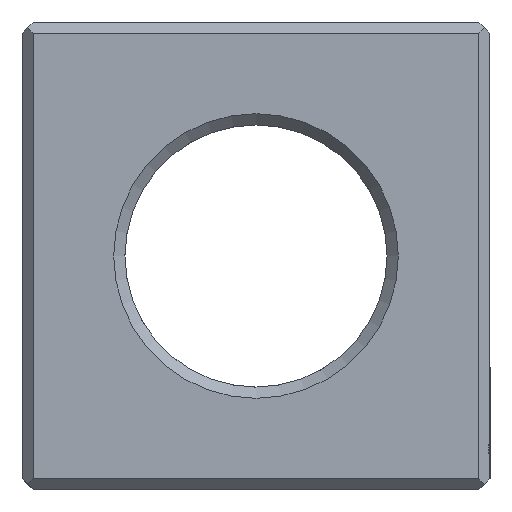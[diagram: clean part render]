
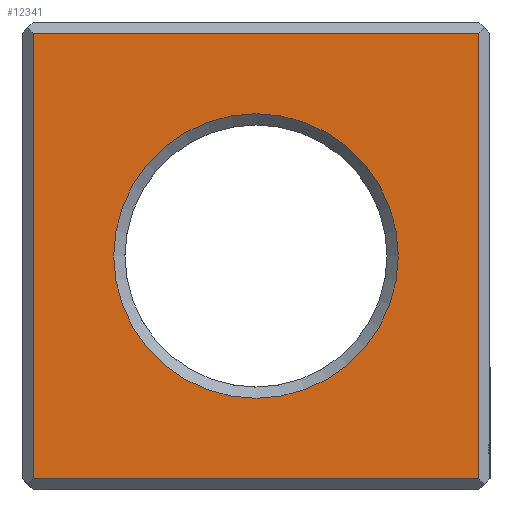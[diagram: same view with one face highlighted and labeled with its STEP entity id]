
A CAD part, left-side view. The second image highlights one B-rep face of the part: STEP entity #12341.
In plain terms, the highlighted planar face has unit normal (-1, 0, 0).
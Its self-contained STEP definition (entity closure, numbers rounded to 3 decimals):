
#72 = PLANE('',#73);
#73 = AXIS2_PLACEMENT_3D('',#74,#75,#76);
#74 = CARTESIAN_POINT('',(0.,0.,0.3));
#75 = DIRECTION('',(-0.707,0.,-0.707));
#76 = DIRECTION('',(0.707,0.,-0.707));
#572 = PLANE('',#573);
#573 = AXIS2_PLACEMENT_3D('',#574,#575,#576);
#574 = CARTESIAN_POINT('',(0.3,12.5,0.));
#575 = DIRECTION('',(0.707,-0.707,0.));
#576 = DIRECTION('',(-0.707,-0.707,0.));
#803 = PLANE('',#804);
#804 = AXIS2_PLACEMENT_3D('',#805,#806,#807);
#805 = CARTESIAN_POINT('',(0.3,0.,0.));
#806 = DIRECTION('',(-0.707,-0.707,0.));
#807 = DIRECTION('',(-0.707,0.707,0.));
#871 = VERTEX_POINT('',#872);
#872 = CARTESIAN_POINT('',(0.,0.3,0.3));
#893 = EDGE_CURVE('',#871,#894,#896,.T.);
#894 = VERTEX_POINT('',#895);
#895 = CARTESIAN_POINT('',(0.,12.2,0.3));
#896 = SURFACE_CURVE('',#897,(#901,#908),.PCURVE_S1.);
#897 = LINE('',#898,#899);
#898 = CARTESIAN_POINT('',(0.,0.,0.3));
#899 = VECTOR('',#900,1.);
#900 = DIRECTION('',(0.,1.,0.));
#901 = PCURVE('',#72,#902);
#902 = DEFINITIONAL_REPRESENTATION('',(#903),#907);
#903 = LINE('',#904,#905);
#904 = CARTESIAN_POINT('',(0.,-0.));
#905 = VECTOR('',#906,1.);
#906 = DIRECTION('',(0.,-1.));
#907 = ( GEOMETRIC_REPRESENTATION_CONTEXT(2) 
PARAMETRIC_REPRESENTATION_CONTEXT() REPRESENTATION_CONTEXT('2D SPACE',''
  ) );
#908 = PCURVE('',#909,#914);
#909 = PLANE('',#910);
#910 = AXIS2_PLACEMENT_3D('',#911,#912,#913);
#911 = CARTESIAN_POINT('',(0.,12.5,0.));
#912 = DIRECTION('',(1.,0.,0.));
#913 = DIRECTION('',(0.,-1.,0.));
#914 = DEFINITIONAL_REPRESENTATION('',(#915),#919);
#915 = LINE('',#916,#917);
#916 = CARTESIAN_POINT('',(12.5,-0.3));
#917 = VECTOR('',#918,1.);
#918 = DIRECTION('',(-1.,0.));
#919 = ( GEOMETRIC_REPRESENTATION_CONTEXT(2) 
PARAMETRIC_REPRESENTATION_CONTEXT() REPRESENTATION_CONTEXT('2D SPACE',''
  ) );
#2072 = VERTEX_POINT('',#2073);
#2073 = CARTESIAN_POINT('',(0.,12.2,12.2));
#2087 = PLANE('',#2088);
#2088 = AXIS2_PLACEMENT_3D('',#2089,#2090,#2091);
#2089 = CARTESIAN_POINT('',(0.3,0.,12.5));
#2090 = DIRECTION('',(-0.707,0.,0.707));
#2091 = DIRECTION('',(-0.707,0.,-0.707));
#2099 = EDGE_CURVE('',#894,#2072,#2100,.T.);
#2100 = SURFACE_CURVE('',#2101,(#2105,#2112),.PCURVE_S1.);
#2101 = LINE('',#2102,#2103);
#2102 = CARTESIAN_POINT('',(0.,12.2,0.));
#2103 = VECTOR('',#2104,1.);
#2104 = DIRECTION('',(0.,0.,1.));
#2105 = PCURVE('',#572,#2106);
#2106 = DEFINITIONAL_REPRESENTATION('',(#2107),#2111);
#2107 = LINE('',#2108,#2109);
#2108 = CARTESIAN_POINT('',(0.424,0.));
#2109 = VECTOR('',#2110,1.);
#2110 = DIRECTION('',(0.,-1.));
#2111 = ( GEOMETRIC_REPRESENTATION_CONTEXT(2) 
PARAMETRIC_REPRESENTATION_CONTEXT() REPRESENTATION_CONTEXT('2D SPACE',''
  ) );
#2112 = PCURVE('',#909,#2113);
#2113 = DEFINITIONAL_REPRESENTATION('',(#2114),#2118);
#2114 = LINE('',#2115,#2116);
#2115 = CARTESIAN_POINT('',(0.3,0.));
#2116 = VECTOR('',#2117,1.);
#2117 = DIRECTION('',(0.,-1.));
#2118 = ( GEOMETRIC_REPRESENTATION_CONTEXT(2) 
PARAMETRIC_REPRESENTATION_CONTEXT() REPRESENTATION_CONTEXT('2D SPACE',''
  ) );
#12298 = VERTEX_POINT('',#12299);
#12299 = CARTESIAN_POINT('',(0.,0.3,12.2));
#12320 = EDGE_CURVE('',#871,#12298,#12321,.T.);
#12321 = SURFACE_CURVE('',#12322,(#12326,#12333),.PCURVE_S1.);
#12322 = LINE('',#12323,#12324);
#12323 = CARTESIAN_POINT('',(0.,0.3,0.));
#12324 = VECTOR('',#12325,1.);
#12325 = DIRECTION('',(0.,0.,1.));
#12326 = PCURVE('',#803,#12327);
#12327 = DEFINITIONAL_REPRESENTATION('',(#12328),#12332);
#12328 = LINE('',#12329,#12330);
#12329 = CARTESIAN_POINT('',(0.424,0.));
#12330 = VECTOR('',#12331,1.);
#12331 = DIRECTION('',(0.,-1.));
#12332 = ( GEOMETRIC_REPRESENTATION_CONTEXT(2) 
PARAMETRIC_REPRESENTATION_CONTEXT() REPRESENTATION_CONTEXT('2D SPACE',''
  ) );
#12333 = PCURVE('',#909,#12334);
#12334 = DEFINITIONAL_REPRESENTATION('',(#12335),#12339);
#12335 = LINE('',#12336,#12337);
#12336 = CARTESIAN_POINT('',(12.2,0.));
#12337 = VECTOR('',#12338,1.);
#12338 = DIRECTION('',(0.,-1.));
#12339 = ( GEOMETRIC_REPRESENTATION_CONTEXT(2) 
PARAMETRIC_REPRESENTATION_CONTEXT() REPRESENTATION_CONTEXT('2D SPACE',''
  ) );
#12341 = ADVANCED_FACE('',(#12342,#12368),#909,.F.);
#12342 = FACE_BOUND('',#12343,.F.);
#12343 = EDGE_LOOP('',(#12344,#12345,#12346,#12347));
#12344 = ORIENTED_EDGE('',*,*,#12320,.F.);
#12345 = ORIENTED_EDGE('',*,*,#893,.T.);
#12346 = ORIENTED_EDGE('',*,*,#2099,.T.);
#12347 = ORIENTED_EDGE('',*,*,#12348,.F.);
#12348 = EDGE_CURVE('',#12298,#2072,#12349,.T.);
#12349 = SURFACE_CURVE('',#12350,(#12354,#12361),.PCURVE_S1.);
#12350 = LINE('',#12351,#12352);
#12351 = CARTESIAN_POINT('',(0.,0.,12.2));
#12352 = VECTOR('',#12353,1.);
#12353 = DIRECTION('',(0.,1.,0.));
#12354 = PCURVE('',#909,#12355);
#12355 = DEFINITIONAL_REPRESENTATION('',(#12356),#12360);
#12356 = LINE('',#12357,#12358);
#12357 = CARTESIAN_POINT('',(12.5,-12.2));
#12358 = VECTOR('',#12359,1.);
#12359 = DIRECTION('',(-1.,0.));
#12360 = ( GEOMETRIC_REPRESENTATION_CONTEXT(2) 
PARAMETRIC_REPRESENTATION_CONTEXT() REPRESENTATION_CONTEXT('2D SPACE',''
  ) );
#12361 = PCURVE('',#2087,#12362);
#12362 = DEFINITIONAL_REPRESENTATION('',(#12363),#12367);
#12363 = LINE('',#12364,#12365);
#12364 = CARTESIAN_POINT('',(0.424,0.));
#12365 = VECTOR('',#12366,1.);
#12366 = DIRECTION('',(0.,-1.));
#12367 = ( GEOMETRIC_REPRESENTATION_CONTEXT(2) 
PARAMETRIC_REPRESENTATION_CONTEXT() REPRESENTATION_CONTEXT('2D SPACE',''
  ) );
#12368 = FACE_BOUND('',#12369,.F.);
#12369 = EDGE_LOOP('',(#12370));
#12370 = ORIENTED_EDGE('',*,*,#12371,.T.);
#12371 = EDGE_CURVE('',#12372,#12372,#12374,.T.);
#12372 = VERTEX_POINT('',#12373);
#12373 = CARTESIAN_POINT('',(0.,2.45,6.25));
#12374 = SURFACE_CURVE('',#12375,(#12380,#12391),.PCURVE_S1.);
#12375 = CIRCLE('',#12376,3.8);
#12376 = AXIS2_PLACEMENT_3D('',#12377,#12378,#12379);
#12377 = CARTESIAN_POINT('',(0.,6.25,6.25));
#12378 = DIRECTION('',(-1.,0.,0.));
#12379 = DIRECTION('',(0.,-1.,0.));
#12380 = PCURVE('',#909,#12381);
#12381 = DEFINITIONAL_REPRESENTATION('',(#12382),#12390);
#12382 = ( BOUNDED_CURVE() B_SPLINE_CURVE(2,(#12383,#12384,#12385,#12386
    ,#12387,#12388,#12389),.UNSPECIFIED.,.T.,.F.) 
B_SPLINE_CURVE_WITH_KNOTS((1,2,2,2,2,1),(-2.094,0.,
    2.094,4.189,6.283,8.378),
.UNSPECIFIED.) CURVE() GEOMETRIC_REPRESENTATION_ITEM() 
RATIONAL_B_SPLINE_CURVE((1.,0.5,1.,0.5,1.,0.5,1.)) REPRESENTATION_ITEM(
  '') );
#12383 = CARTESIAN_POINT('',(10.05,-6.25));
#12384 = CARTESIAN_POINT('',(10.05,-12.832));
#12385 = CARTESIAN_POINT('',(4.35,-9.541));
#12386 = CARTESIAN_POINT('',(-1.35,-6.25));
#12387 = CARTESIAN_POINT('',(4.35,-2.959));
#12388 = CARTESIAN_POINT('',(10.05,0.332));
#12389 = CARTESIAN_POINT('',(10.05,-6.25));
#12390 = ( GEOMETRIC_REPRESENTATION_CONTEXT(2) 
PARAMETRIC_REPRESENTATION_CONTEXT() REPRESENTATION_CONTEXT('2D SPACE',''
  ) );
#12391 = PCURVE('',#12392,#12397);
#12392 = CONICAL_SURFACE('',#12393,3.5,0.785);
#12393 = AXIS2_PLACEMENT_3D('',#12394,#12395,#12396);
#12394 = CARTESIAN_POINT('',(0.3,6.25,6.25));
#12395 = DIRECTION('',(-1.,-0.,-0.));
#12396 = DIRECTION('',(0.,-1.,0.));
#12397 = DEFINITIONAL_REPRESENTATION('',(#12398),#12402);
#12398 = LINE('',#12399,#12400);
#12399 = CARTESIAN_POINT('',(-0.,0.3));
#12400 = VECTOR('',#12401,1.);
#12401 = DIRECTION('',(1.,-0.));
#12402 = ( GEOMETRIC_REPRESENTATION_CONTEXT(2) 
PARAMETRIC_REPRESENTATION_CONTEXT() REPRESENTATION_CONTEXT('2D SPACE',''
  ) );
